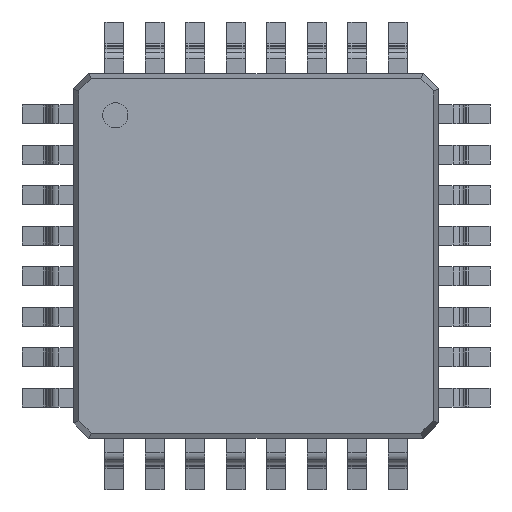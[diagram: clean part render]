
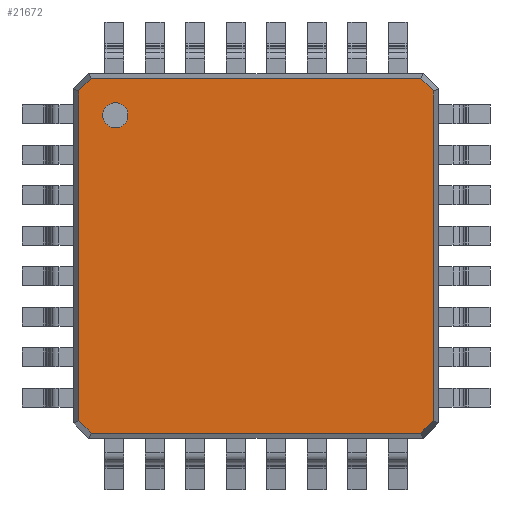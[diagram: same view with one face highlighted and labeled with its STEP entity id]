
A CAD part, top view. The second image highlights one B-rep face of the part: STEP entity #21672.
In plain terms, the highlighted planar face has unit normal (0, 0, 1).
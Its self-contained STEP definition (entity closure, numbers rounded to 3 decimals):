
#20936=CARTESIAN_POINT('',(-2.529,2.779,1.2));
#20937=VERTEX_POINT('',#20936);
#20953=CARTESIAN_POINT('',(-3.029,2.779,1.2));
#20954=VERTEX_POINT('',#20953);
#20961=CARTESIAN_POINT('',(-2.779,2.779,1.2));
#20962=DIRECTION('',(0.0,0.0,1.0));
#20963=DIRECTION('',(1.0,0.0,0.0));
#20964=AXIS2_PLACEMENT_3D('',#20961,#20962,#20963);
#20965=CIRCLE('',#20964,0.25);
#20966=EDGE_CURVE('',#20937,#20954,#20965,.F.);
#20976=CARTESIAN_POINT('',(-3.259,3.5,1.2));
#20977=VERTEX_POINT('',#20976);
#20986=CARTESIAN_POINT('',(3.259,3.5,1.2));
#20987=VERTEX_POINT('',#20986);
#20988=CARTESIAN_POINT('',(3.259,3.5,1.2));
#20989=DIRECTION('',(-1.0,0.0,0.0));
#20990=VECTOR('',#20989,6.517);
#20991=LINE('',#20988,#20990);
#20992=EDGE_CURVE('',#20977,#20987,#20991,.F.);
#21017=CARTESIAN_POINT('',(3.5,3.259,1.2));
#21018=VERTEX_POINT('',#21017);
#21019=CARTESIAN_POINT('',(3.5,3.259,1.2));
#21020=DIRECTION('',(-0.707,0.707,0.0));
#21021=VECTOR('',#21020,0.341);
#21022=LINE('',#21019,#21021);
#21023=EDGE_CURVE('',#20987,#21018,#21022,.F.);
#21048=CARTESIAN_POINT('',(3.5,-3.259,1.2));
#21049=VERTEX_POINT('',#21048);
#21050=CARTESIAN_POINT('',(3.5,-3.259,1.2));
#21051=DIRECTION('',(0.0,1.0,0.0));
#21052=VECTOR('',#21051,6.517);
#21053=LINE('',#21050,#21052);
#21054=EDGE_CURVE('',#21018,#21049,#21053,.F.);
#21079=CARTESIAN_POINT('',(3.259,-3.5,1.2));
#21080=VERTEX_POINT('',#21079);
#21081=CARTESIAN_POINT('',(3.259,-3.5,1.2));
#21082=DIRECTION('',(0.707,0.707,0.0));
#21083=VECTOR('',#21082,0.341);
#21084=LINE('',#21081,#21083);
#21085=EDGE_CURVE('',#21049,#21080,#21084,.F.);
#21110=CARTESIAN_POINT('',(-3.259,-3.5,1.2));
#21111=VERTEX_POINT('',#21110);
#21112=CARTESIAN_POINT('',(-3.259,-3.5,1.2));
#21113=DIRECTION('',(1.0,0.0,0.0));
#21114=VECTOR('',#21113,6.517);
#21115=LINE('',#21112,#21114);
#21116=EDGE_CURVE('',#21080,#21111,#21115,.F.);
#21141=CARTESIAN_POINT('',(-3.5,-3.259,1.2));
#21142=VERTEX_POINT('',#21141);
#21143=CARTESIAN_POINT('',(-3.5,-3.259,1.2));
#21144=DIRECTION('',(0.707,-0.707,0.0));
#21145=VECTOR('',#21144,0.341);
#21146=LINE('',#21143,#21145);
#21147=EDGE_CURVE('',#21111,#21142,#21146,.F.);
#21173=CARTESIAN_POINT('',(-3.5,3.259,1.2));
#21174=VERTEX_POINT('',#21173);
#21188=CARTESIAN_POINT('',(-3.5,3.259,1.2));
#21189=DIRECTION('',(0.0,-1.0,0.0));
#21190=VECTOR('',#21189,6.517);
#21191=LINE('',#21188,#21190);
#21192=EDGE_CURVE('',#21142,#21174,#21191,.F.);
#21610=CARTESIAN_POINT('',(-3.259,3.5,1.2));
#21611=DIRECTION('',(-0.707,-0.707,0.0));
#21612=VECTOR('',#21611,0.341);
#21613=LINE('',#21610,#21612);
#21614=EDGE_CURVE('',#21174,#20977,#21613,.F.);
#21625=CARTESIAN_POINT('',(-2.779,2.779,1.2));
#21626=DIRECTION('',(0.0,0.0,1.0));
#21627=DIRECTION('',(1.0,0.0,0.0));
#21628=AXIS2_PLACEMENT_3D('',#21625,#21626,#21627);
#21629=CIRCLE('',#21628,0.25);
#21630=EDGE_CURVE('',#20954,#20937,#21629,.F.);
#21653=CARTESIAN_POINT('',(-0.4,0.,1.2));
#21654=DIRECTION('',(0.0,0.0,1.0));
#21655=DIRECTION('',(1.0,0.0,0.0));
#21656=AXIS2_PLACEMENT_3D('',#21653,#21654,#21655);
#21657=PLANE('',#21656);
#21658=ORIENTED_EDGE('',*,*,#21614,.F.);
#21659=ORIENTED_EDGE('',*,*,#21192,.F.);
#21660=ORIENTED_EDGE('',*,*,#21147,.F.);
#21661=ORIENTED_EDGE('',*,*,#21116,.F.);
#21662=ORIENTED_EDGE('',*,*,#21085,.F.);
#21663=ORIENTED_EDGE('',*,*,#21054,.F.);
#21664=ORIENTED_EDGE('',*,*,#21023,.F.);
#21665=ORIENTED_EDGE('',*,*,#20992,.F.);
#21666=EDGE_LOOP('',(#21658,#21659,#21660,#21661,#21662,#21663,#21664,#21665));
#21667=FACE_OUTER_BOUND('',#21666,.T.);
#21668=ORIENTED_EDGE('',*,*,#21630,.T.);
#21669=ORIENTED_EDGE('',*,*,#20966,.T.);
#21670=EDGE_LOOP('',(#21668,#21669));
#21671=FACE_BOUND('',#21670,.T.);
#21672=ADVANCED_FACE('',(#21667,#21671),#21657,.T.);
